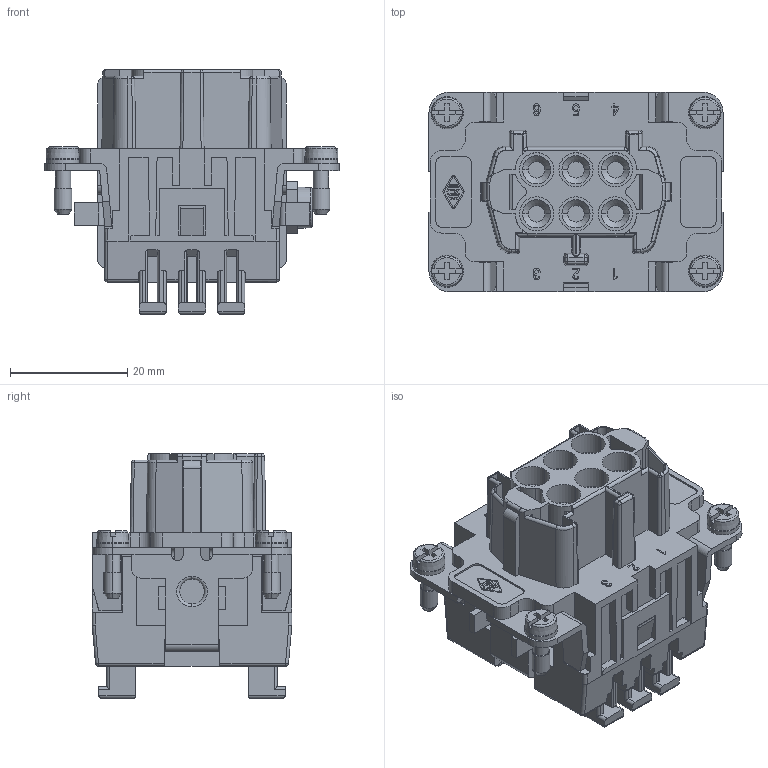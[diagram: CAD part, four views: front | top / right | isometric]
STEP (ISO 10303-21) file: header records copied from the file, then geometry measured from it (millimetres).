
FILE_DESCRIPTION(('Creo Elements/Direct Modeling STEP Export'),'2;1');
FILE_NAME('0ln7uvk4qu825fh4756','2019-05-28T16:08:43',(''),(''),'Creo Elements/Direct Modeling STEP processor for AP214 (Solid Model)','Creo Elements/Direct Modeling 20.1B 02-Apr-2019 (C) Parametric Technology GmbH','');
FILE_SCHEMA(('AUTOMOTIVE_DESIGN { 1 0 10303 214 1 1 1 1 }'));
Length unit declared in the file: millimetre
Products named in the file (2): JSHF_06_S.stp
Assembly tree (1 placements, depth 2):
  JSHF_06_S.stp
    JSHF_06_S.stp
Bounding box: 50.1 x 34 x 41.7 mm (x, y, z)
Volume: 25969.9 mm3; surface area: 17931.3 mm2
Topology: 1 solids, 1 shells, 1209 faces, 3864 edges, 2690 vertices
Faces by surface type: plane 763, cylinder 356, cone 42, torus 26, sphere 12, bspline 10
Entity records: 53812 total; most frequent: CARTESIAN_POINT 10033, ORIENTED_EDGE 7704, DIRECTION 6458, EDGE_CURVE 3852, VECTOR 2868, LINE 2868, VERTEX_POINT 2690, AXIS2_PLACEMENT_3D 1795
